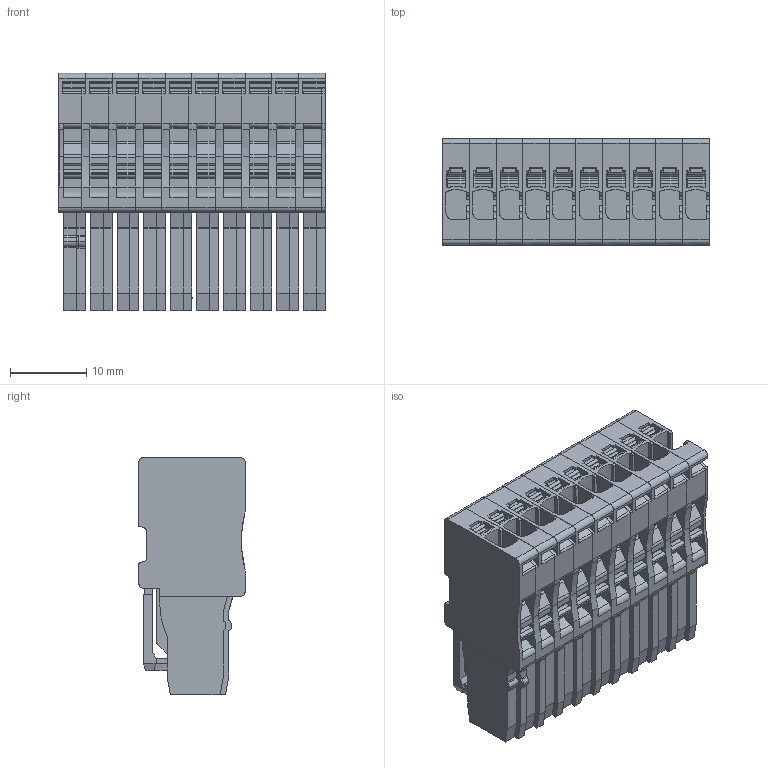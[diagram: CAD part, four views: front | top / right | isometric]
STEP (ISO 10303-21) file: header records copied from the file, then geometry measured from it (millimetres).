
FILE_DESCRIPTION(('CATIA V5 STEP Exchange','CAx-IF Rec.Pracs.--- Model Styling and Organization---1.4--- 2014-01-23'),'2;1');
FILE_NAME ('1206391-8_1', '2020-01-13T07:10:37+00:00', ('none'), ('Weidmueller'), 'CATIA Version 5-6 Release 2016 SP3 HF44', 'CATIA V5 STEP AP214', 'none');
FILE_SCHEMA(('AUTOMOTIVE_DESIGN { 1 0 10303 214 1 1 1 1 }'));
Products named in the file (1): 2719830000
Bounding box: 35 x 14 x 31.15 mm (x, y, z)
Volume: 9915.6 mm3; surface area: 14899.5 mm2
Topology: 21 solids, 21 shells, 3734 faces, 10960 edges, 7410 vertices
Faces by surface type: plane 2178, cylinder 1556
Entity records: 130998 total; most frequent: CARTESIAN_POINT 34409, ORIENTED_EDGE 21920, DIRECTION 16357, EDGE_CURVE 10960, VERTEX_POINT 7410, VECTOR 7345, LINE 7345, AXIS2_PLACEMENT_3D 5520
